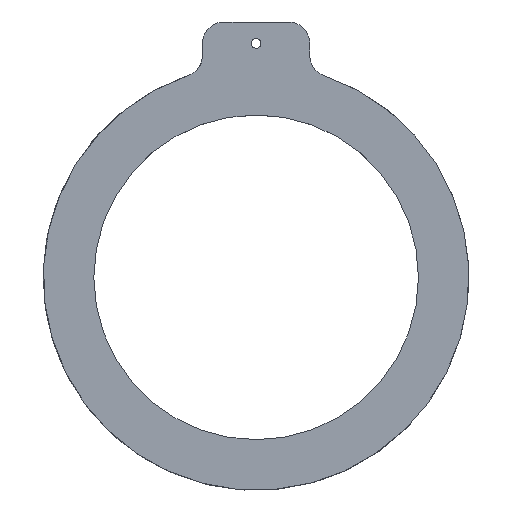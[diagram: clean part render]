
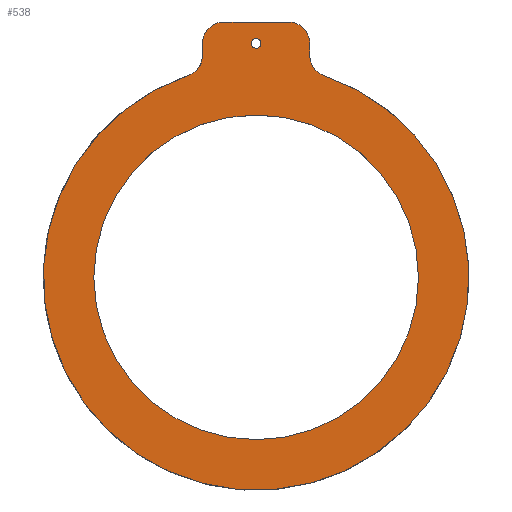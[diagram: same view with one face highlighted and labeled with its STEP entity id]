
A CAD part, top view. The second image highlights one B-rep face of the part: STEP entity #538.
In plain terms, the highlighted planar face has unit normal (0, 0, 1).
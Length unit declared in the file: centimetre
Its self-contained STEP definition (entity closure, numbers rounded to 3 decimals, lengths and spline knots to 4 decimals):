
#116=VECTOR('',#646,1.);
#117=VECTOR('',#648,1.);
#118=VECTOR('',#650,1.);
#156=LINE('',#933,#116);
#157=LINE('',#935,#117);
#158=LINE('',#937,#118);
#189=PLANE('',#576);
#205=VERTEX_POINT('',#708);
#218=VERTEX_POINT('',#906);
#219=VERTEX_POINT('',#908);
#220=VERTEX_POINT('',#912);
#221=VERTEX_POINT('',#914);
#222=VERTEX_POINT('',#918);
#223=VERTEX_POINT('',#920);
#224=VERTEX_POINT('',#924);
#225=VERTEX_POINT('',#926);
#227=VERTEX_POINT('',#940);
#249=CIRCLE('',#554,0.0539);
#255=CIRCLE('',#563,0.24);
#256=CIRCLE('',#565,0.24);
#257=CIRCLE('',#567,0.24);
#258=CIRCLE('',#569,0.24);
#259=CIRCLE('',#571,2.3813);
#261=CIRCLE('',#577,1.8161);
#267=EDGE_CURVE('',#205,#205,#249,.T.);
#284=EDGE_CURVE('',#219,#218,#255,.T.);
#286=EDGE_CURVE('',#220,#221,#256,.T.);
#289=EDGE_CURVE('',#222,#223,#257,.T.);
#293=EDGE_CURVE('',#225,#224,#258,.T.);
#294=EDGE_CURVE('',#224,#219,#259,.T.);
#296=EDGE_CURVE('',#225,#223,#156,.T.);
#297=EDGE_CURVE('',#220,#218,#157,.T.);
#298=EDGE_CURVE('',#222,#221,#158,.T.);
#299=EDGE_CURVE('',#227,#227,#261,.T.);
#385=ORIENTED_EDGE('',*,*,#267,.T.);
#386=ORIENTED_EDGE('',*,*,#286,.F.);
#387=ORIENTED_EDGE('',*,*,#297,.T.);
#388=ORIENTED_EDGE('',*,*,#284,.F.);
#389=ORIENTED_EDGE('',*,*,#294,.F.);
#390=ORIENTED_EDGE('',*,*,#293,.F.);
#391=ORIENTED_EDGE('',*,*,#296,.T.);
#392=ORIENTED_EDGE('',*,*,#289,.F.);
#393=ORIENTED_EDGE('',*,*,#298,.T.);
#394=ORIENTED_EDGE('',*,*,#299,.F.);
#472=EDGE_LOOP('',(#385));
#473=EDGE_LOOP('',(#386,#387,#388,#389,#390,#391,#392,#393));
#474=EDGE_LOOP('',(#394));
#506=FACE_BOUND('',#472,.T.);
#507=FACE_BOUND('',#473,.T.);
#508=FACE_BOUND('',#474,.T.);
#538=ADVANCED_FACE('',(#506,#507,#508),#189,.T.);
#554=AXIS2_PLACEMENT_3D('',#707,#598,#599);
#563=AXIS2_PLACEMENT_3D('',#909,#619,#620);
#565=AXIS2_PLACEMENT_3D('',#913,#624,#625);
#567=AXIS2_PLACEMENT_3D('',#919,#630,#631);
#569=AXIS2_PLACEMENT_3D('',#927,#637,#638);
#571=AXIS2_PLACEMENT_3D('',#929,#641,#642);
#576=AXIS2_PLACEMENT_3D('',#938,#651,$);
#577=AXIS2_PLACEMENT_3D('',#939,#652,#653);
#598=DIRECTION('',(0.,0.,-1.));
#599=DIRECTION('',(0.054,0.,0.));
#619=DIRECTION('',(0.,0.,1.));
#620=DIRECTION('',(0.195,-0.14,0.));
#624=DIRECTION('',(0.,0.,-1.));
#625=DIRECTION('',(-0.17,0.17,0.));
#630=DIRECTION('',(0.,0.,-1.));
#631=DIRECTION('',(0.17,0.17,0.));
#637=DIRECTION('',(0.,0.,1.));
#638=DIRECTION('',(-0.195,-0.14,0.));
#641=DIRECTION('',(0.,0.,-1.));
#642=DIRECTION('',(2.381,0.,0.));
#646=DIRECTION('',(0.,1.,0.));
#648=DIRECTION('',(0.,-1.,0.));
#650=DIRECTION('',(-1.,0.,0.));
#651=DIRECTION('',(0.,0.,1.));
#652=DIRECTION('',(0.,0.,1.));
#653=DIRECTION('',(1.816,0.,0.));
#707=CARTESIAN_POINT('',(0.,2.6167,0.127));
#708=CARTESIAN_POINT('',(-0.0539,2.6167,0.127));
#906=CARTESIAN_POINT('',(-0.6,2.483,0.127));
#908=CARTESIAN_POINT('',(-0.7631,2.2557,0.127));
#909=CARTESIAN_POINT('',(-0.84,2.483,0.127));
#912=CARTESIAN_POINT('',(-0.6,2.6167,0.127));
#913=CARTESIAN_POINT('',(-0.36,2.6167,0.127));
#914=CARTESIAN_POINT('',(-0.36,2.8567,0.127));
#918=CARTESIAN_POINT('',(0.36,2.8567,0.127));
#919=CARTESIAN_POINT('',(0.36,2.6167,0.127));
#920=CARTESIAN_POINT('',(0.6,2.6167,0.127));
#924=CARTESIAN_POINT('',(0.7631,2.2557,0.127));
#926=CARTESIAN_POINT('',(0.6,2.483,0.127));
#927=CARTESIAN_POINT('',(0.84,2.483,0.127));
#929=CARTESIAN_POINT('',(0.,0.,0.127));
#933=CARTESIAN_POINT('',(0.6,2.2567,0.127));
#935=CARTESIAN_POINT('',(-0.6,2.8567,0.127));
#937=CARTESIAN_POINT('',(0.6,2.8567,0.127));
#938=CARTESIAN_POINT('',(0.,0.,0.127));
#939=CARTESIAN_POINT('',(0.,0.,0.127));
#940=CARTESIAN_POINT('',(1.8161,0.,0.127));
